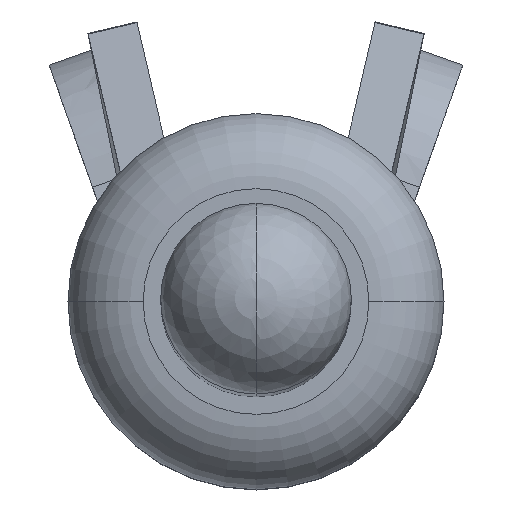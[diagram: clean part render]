
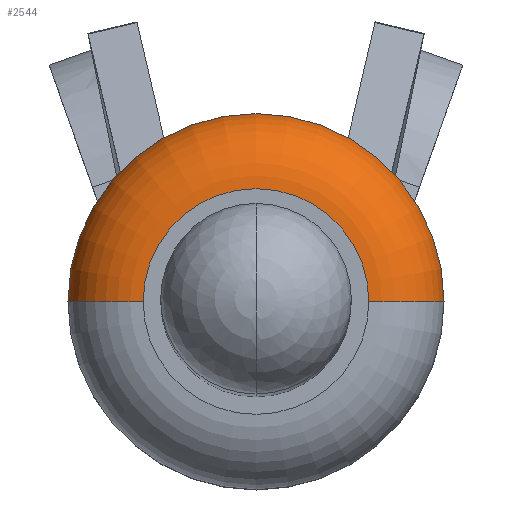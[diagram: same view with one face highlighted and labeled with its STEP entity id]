
A CAD part, top view. The second image highlights one B-rep face of the part: STEP entity #2544.
In plain terms, the highlighted toroidal (fillet/blend) face has major radius 0.45 mm and minor radius 0.3 mm.
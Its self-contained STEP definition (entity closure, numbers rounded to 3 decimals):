
#386=CARTESIAN_POINT('',(0.45,0.696,6.554));
#387=DIRECTION('',(0.,-1.,0.));
#388=DIRECTION('',(1.,0.,0.));
#389=AXIS2_PLACEMENT_3D('',#386,#387,#388);
#402=CARTESIAN_POINT('',(-0.45,0.696,6.554));
#403=DIRECTION('',(0.,-1.,0.));
#404=DIRECTION('',(0.,0.,1.));
#405=AXIS2_PLACEMENT_3D('',#402,#403,#404);
#410=CARTESIAN_POINT('',(0.,0.696,6.554));
#411=DIRECTION('',(0.,0.,1.));
#412=DIRECTION('',(1.,0.,0.));
#413=AXIS2_PLACEMENT_3D('',#410,#411,#412);
#442=CARTESIAN_POINT('',(0.,0.696,6.854));
#443=DIRECTION('',(0.,0.,1.));
#444=DIRECTION('',(1.,0.,0.));
#445=AXIS2_PLACEMENT_3D('',#442,#443,#444);
#2052=CARTESIAN_POINT('',(-0.75,0.696,6.554));
#2054=VERTEX_POINT('',#2052);
#2057=CARTESIAN_POINT('',(0.75,0.696,6.554));
#2059=VERTEX_POINT('',#2057);
#2060=CARTESIAN_POINT('',(-0.45,0.696,6.854));
#2061=VERTEX_POINT('',#2060);
#2062=CARTESIAN_POINT('',(0.45,0.696,6.854));
#2063=VERTEX_POINT('',#2062);
#2532=CARTESIAN_POINT('',(0.,0.696,6.554));
#2533=DIRECTION('',(0.,0.,1.));
#2534=DIRECTION('',(-1.,-0.027,0.));
#2535=AXIS2_PLACEMENT_3D('',#2532,#2533,#2534);
#2536=TOROIDAL_SURFACE('',#2535,0.45,0.3);
#2537=ORIENTED_EDGE('',*,*,#2525,.T.);
#2538=ORIENTED_EDGE('',*,*,#2496,.F.);
#2539=ORIENTED_EDGE('',*,*,#2522,.T.);
#2541=ORIENTED_EDGE('',*,*,#2540,.T.);
#2542=EDGE_LOOP('',(#2537,#2538,#2539,#2541));
#2543=FACE_OUTER_BOUND('',#2542,.F.);
#390=CIRCLE('',#389,0.3);
#406=CIRCLE('',#405,0.3);
#414=CIRCLE('',#413,0.75);
#446=CIRCLE('',#445,0.45);
#2496=EDGE_CURVE('',#2059,#2054,#414,.T.);
#2522=EDGE_CURVE('',#2059,#2063,#390,.T.);
#2525=EDGE_CURVE('',#2061,#2054,#406,.T.);
#2540=EDGE_CURVE('',#2063,#2061,#446,.T.);
#2544=ADVANCED_FACE('',(#2543),#2536,.T.);
